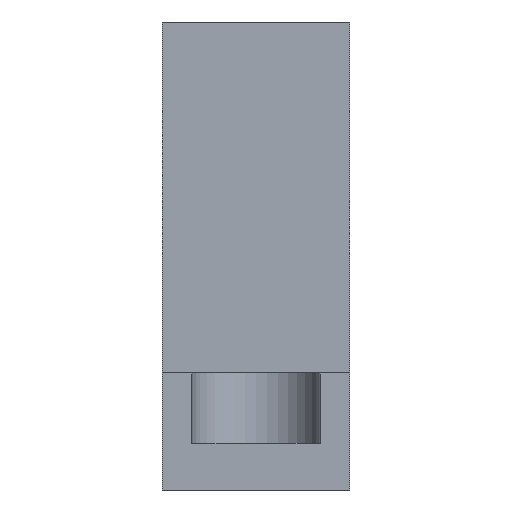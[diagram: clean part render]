
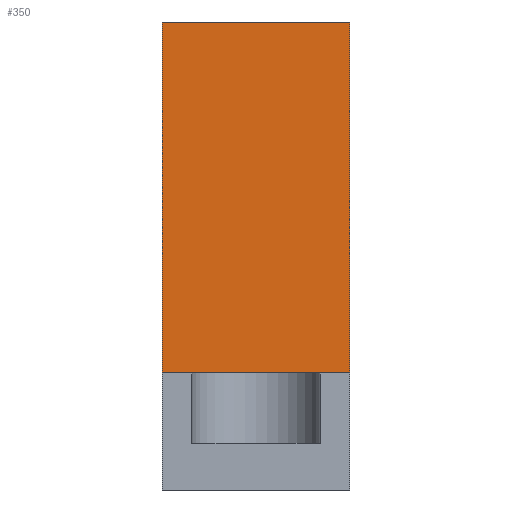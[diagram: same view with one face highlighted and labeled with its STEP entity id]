
A CAD part, front view. The second image highlights one B-rep face of the part: STEP entity #350.
In plain terms, the highlighted planar face has unit normal (0, -1, 0).
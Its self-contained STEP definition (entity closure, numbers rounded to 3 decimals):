
#22 = VERTEX_POINT('',#23);
#23 = CARTESIAN_POINT('',(-11.5,-15.5,11.));
#113 = EDGE_CURVE('',#22,#114,#116,.T.);
#114 = VERTEX_POINT('',#115);
#115 = CARTESIAN_POINT('',(-11.5,-15.5,26.));
#116 = LINE('',#117,#118);
#117 = CARTESIAN_POINT('',(-11.5,-15.5,6.));
#118 = VECTOR('',#119,1.);
#119 = DIRECTION('',(0.,0.,1.));
#350 = ADVANCED_FACE('',(#351),#376,.F.);
#351 = FACE_BOUND('',#352,.F.);
#352 = EDGE_LOOP('',(#353,#363,#369,#370));
#353 = ORIENTED_EDGE('',*,*,#354,.F.);
#354 = EDGE_CURVE('',#355,#357,#359,.T.);
#355 = VERTEX_POINT('',#356);
#356 = CARTESIAN_POINT('',(-3.5,-15.5,11.));
#357 = VERTEX_POINT('',#358);
#358 = CARTESIAN_POINT('',(-3.5,-15.5,26.));
#359 = LINE('',#360,#361);
#360 = CARTESIAN_POINT('',(-3.5,-15.5,6.));
#361 = VECTOR('',#362,1.);
#362 = DIRECTION('',(0.,0.,1.));
#363 = ORIENTED_EDGE('',*,*,#364,.T.);
#364 = EDGE_CURVE('',#355,#22,#365,.T.);
#365 = LINE('',#366,#367);
#366 = CARTESIAN_POINT('',(-11.5,-15.5,11.));
#367 = VECTOR('',#368,1.);
#368 = DIRECTION('',(-1.,0.,0.));
#369 = ORIENTED_EDGE('',*,*,#113,.T.);
#370 = ORIENTED_EDGE('',*,*,#371,.T.);
#371 = EDGE_CURVE('',#114,#357,#372,.T.);
#372 = LINE('',#373,#374);
#373 = CARTESIAN_POINT('',(-11.5,-15.5,26.));
#374 = VECTOR('',#375,1.);
#375 = DIRECTION('',(1.,0.,0.));
#376 = PLANE('',#377);
#377 = AXIS2_PLACEMENT_3D('',#378,#379,#380);
#378 = CARTESIAN_POINT('',(-11.5,-15.5,6.));
#379 = DIRECTION('',(0.,1.,0.));
#380 = DIRECTION('',(0.,0.,1.));
